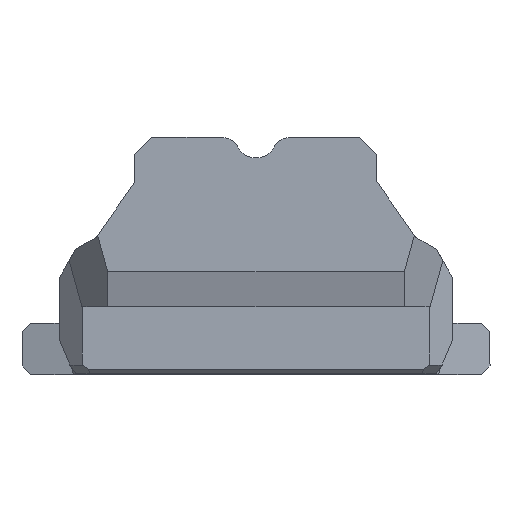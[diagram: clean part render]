
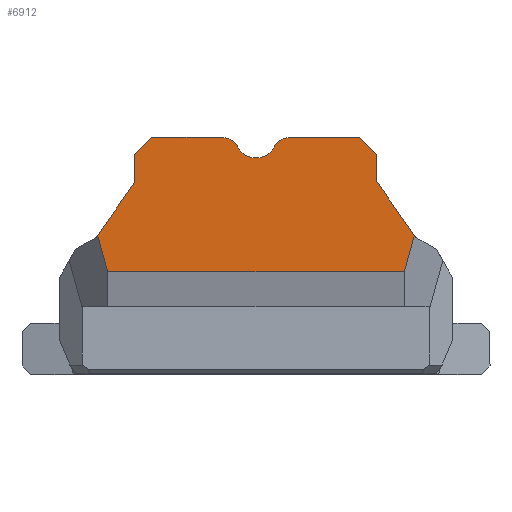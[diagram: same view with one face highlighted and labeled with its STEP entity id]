
A CAD part, top view. The second image highlights one B-rep face of the part: STEP entity #6912.
In plain terms, the highlighted planar face has unit normal (0, 0, 1).
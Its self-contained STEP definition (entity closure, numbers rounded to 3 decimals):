
#361=PLANE('',#7366);
#723=FACE_OUTER_BOUND('',#1123,.T.);
#1123=EDGE_LOOP('',(#6339,#6340,#6341,#6342,#6343,#6344,#6345,#6346,#6347,
#6348,#6349,#6350,#6351,#6352));
#1236=CIRCLE('',#7367,2.);
#1237=CIRCLE('',#7368,2.4);
#1238=CIRCLE('',#7369,2.);
#2035=LINE('',#19553,#2817);
#2050=LINE('',#19583,#2832);
#2092=LINE('',#19709,#2874);
#2093=LINE('',#19711,#2875);
#2094=LINE('',#19713,#2876);
#2095=LINE('',#19721,#2877);
#2096=LINE('',#19723,#2878);
#2097=LINE('',#19725,#2879);
#2098=LINE('',#19727,#2880);
#2099=LINE('',#19729,#2881);
#2100=LINE('',#19730,#2882);
#2817=VECTOR('',#8867,10.);
#2832=VECTOR('',#8894,10.);
#2874=VECTOR('',#8978,10.);
#2875=VECTOR('',#8979,10.);
#2876=VECTOR('',#8980,10.);
#2877=VECTOR('',#8987,10.);
#2878=VECTOR('',#8988,10.);
#2879=VECTOR('',#8989,10.);
#2880=VECTOR('',#8990,10.);
#2881=VECTOR('',#8991,10.);
#2882=VECTOR('',#8992,10.);
#3482=VERTEX_POINT('',#19551);
#3483=VERTEX_POINT('',#19552);
#3492=VERTEX_POINT('',#19581);
#3523=VERTEX_POINT('',#19708);
#3524=VERTEX_POINT('',#19710);
#3525=VERTEX_POINT('',#19712);
#3526=VERTEX_POINT('',#19714);
#3527=VERTEX_POINT('',#19716);
#3528=VERTEX_POINT('',#19718);
#3529=VERTEX_POINT('',#19720);
#3530=VERTEX_POINT('',#19722);
#3531=VERTEX_POINT('',#19724);
#3532=VERTEX_POINT('',#19726);
#3533=VERTEX_POINT('',#19728);
#4419=EDGE_CURVE('',#3482,#3483,#2035,.T.);
#4436=EDGE_CURVE('',#3483,#3492,#2050,.F.);
#4484=EDGE_CURVE('',#3492,#3523,#2092,.F.);
#4485=EDGE_CURVE('',#3524,#3523,#2093,.T.);
#4486=EDGE_CURVE('',#3524,#3525,#2094,.F.);
#4487=EDGE_CURVE('',#3526,#3525,#1236,.T.);
#4488=EDGE_CURVE('',#3526,#3527,#1237,.T.);
#4489=EDGE_CURVE('',#3528,#3527,#1238,.T.);
#4490=EDGE_CURVE('',#3528,#3529,#2095,.F.);
#4491=EDGE_CURVE('',#3530,#3529,#2096,.T.);
#4492=EDGE_CURVE('',#3531,#3530,#2097,.T.);
#4493=EDGE_CURVE('',#3532,#3531,#2098,.F.);
#4494=EDGE_CURVE('',#3533,#3532,#2099,.T.);
#4495=EDGE_CURVE('',#3533,#3482,#2100,.T.);
#6339=ORIENTED_EDGE('',*,*,#4419,.T.);
#6340=ORIENTED_EDGE('',*,*,#4436,.T.);
#6341=ORIENTED_EDGE('',*,*,#4484,.T.);
#6342=ORIENTED_EDGE('',*,*,#4485,.F.);
#6343=ORIENTED_EDGE('',*,*,#4486,.T.);
#6344=ORIENTED_EDGE('',*,*,#4487,.F.);
#6345=ORIENTED_EDGE('',*,*,#4488,.T.);
#6346=ORIENTED_EDGE('',*,*,#4489,.F.);
#6347=ORIENTED_EDGE('',*,*,#4490,.T.);
#6348=ORIENTED_EDGE('',*,*,#4491,.F.);
#6349=ORIENTED_EDGE('',*,*,#4492,.F.);
#6350=ORIENTED_EDGE('',*,*,#4493,.F.);
#6351=ORIENTED_EDGE('',*,*,#4494,.F.);
#6352=ORIENTED_EDGE('',*,*,#4495,.T.);
#6912=ADVANCED_FACE('',(#723),#361,.T.);
#7366=AXIS2_PLACEMENT_3D('',#19707,#8976,#8977);
#7367=AXIS2_PLACEMENT_3D('',#19715,#8981,#8982);
#7368=AXIS2_PLACEMENT_3D('',#19717,#8983,#8984);
#7369=AXIS2_PLACEMENT_3D('',#19719,#8985,#8986);
#8867=DIRECTION('',(0.266,0.964,0.));
#8894=DIRECTION('',(0.574,-0.819,0.));
#8976=DIRECTION('center_axis',(0.,0.,1.));
#8977=DIRECTION('ref_axis',(1.,0.,0.));
#8978=DIRECTION('',(0.,-1.,0.));
#8979=DIRECTION('',(0.707,-0.707,0.));
#8980=DIRECTION('',(1.,0.,0.));
#8981=DIRECTION('center_axis',(0.,0.,-1.));
#8982=DIRECTION('ref_axis',(-0.522,0.853,0.));
#8983=DIRECTION('center_axis',(0.,0.,-1.));
#8984=DIRECTION('ref_axis',(0.,1.,0.));
#8985=DIRECTION('center_axis',(0.,0.,-1.));
#8986=DIRECTION('ref_axis',(0.522,0.853,0.));
#8987=DIRECTION('',(1.,0.,0.));
#8988=DIRECTION('',(0.707,0.707,0.));
#8989=DIRECTION('',(0.,1.,0.));
#8990=DIRECTION('',(-0.574,-0.819,0.));
#8991=DIRECTION('',(-0.266,0.964,0.));
#8992=DIRECTION('',(1.,0.,0.));
#19551=CARTESIAN_POINT('',(17.338,22.044,75.472));
#19552=CARTESIAN_POINT('',(18.511,26.289,75.472));
#19553=CARTESIAN_POINT('',(15.811,16.519,75.472));
#19581=CARTESIAN_POINT('',(14.139,32.533,75.472));
#19583=CARTESIAN_POINT('',(27.62,13.281,75.472));
#19707=CARTESIAN_POINT('Origin',(-21.2,10.144,75.472));
#19708=CARTESIAN_POINT('',(14.139,35.72,75.472));
#19709=CARTESIAN_POINT('',(14.139,21.332,75.472));
#19710=CARTESIAN_POINT('',(12.139,37.72,75.472));
#19711=CARTESIAN_POINT('',(11.198,38.661,75.472));
#19712=CARTESIAN_POINT('',(3.919,37.72,75.472));
#19713=CARTESIAN_POINT('',(-10.6,37.72,75.472));
#19714=CARTESIAN_POINT('',(2.138,36.629,75.472));
#19715=CARTESIAN_POINT('Origin',(3.919,35.72,75.472));
#19716=CARTESIAN_POINT('',(-2.138,36.629,75.472));
#19717=CARTESIAN_POINT('Origin',(0.,37.72,
75.472));
#19718=CARTESIAN_POINT('',(-3.919,37.72,75.472));
#19719=CARTESIAN_POINT('Origin',(-3.919,35.72,75.472));
#19720=CARTESIAN_POINT('',(-12.21,37.72,75.472));
#19721=CARTESIAN_POINT('',(-10.6,37.72,75.472));
#19722=CARTESIAN_POINT('',(-14.21,35.72,75.472));
#19723=CARTESIAN_POINT('',(-21.852,28.079,75.472));
#19724=CARTESIAN_POINT('',(-14.21,32.431,75.472));
#19725=CARTESIAN_POINT('',(-14.21,21.332,75.472));
#19726=CARTESIAN_POINT('',(-18.511,26.289,75.472));
#19727=CARTESIAN_POINT('',(-27.62,13.281,75.472));
#19728=CARTESIAN_POINT('',(-17.338,22.044,75.472));
#19729=CARTESIAN_POINT('',(-15.811,16.519,75.472));
#19730=CARTESIAN_POINT('',(18.396,22.044,75.472));
